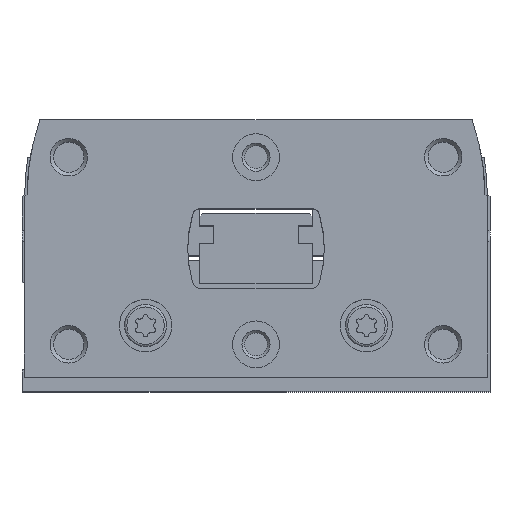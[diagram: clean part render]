
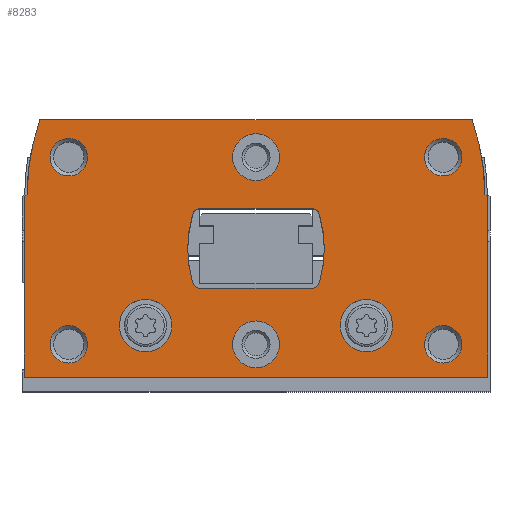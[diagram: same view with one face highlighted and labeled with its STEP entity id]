
A CAD part, top view. The second image highlights one B-rep face of the part: STEP entity #8283.
In plain terms, the highlighted planar face has unit normal (0, 0, 1).
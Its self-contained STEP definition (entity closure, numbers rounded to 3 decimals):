
#390=LINE('',#12812,#864);
#395=LINE('',#12822,#869);
#413=LINE('',#12868,#887);
#419=LINE('',#12880,#893);
#433=LINE('',#12951,#907);
#435=LINE('',#12954,#909);
#436=LINE('',#12982,#910);
#437=LINE('',#13002,#911);
#864=VECTOR('',#10494,1000.);
#869=VECTOR('',#10501,1000.);
#887=VECTOR('',#10537,1000.);
#893=VECTOR('',#10547,1000.);
#907=VECTOR('',#10601,1000.);
#909=VECTOR('',#10605,1000.);
#910=VECTOR('',#10634,1000.);
#911=VECTOR('',#10655,1000.);
#1162=PLANE('',#8976);
#2211=ORIENTED_EDGE('',*,*,#3713,.F.);
#2212=ORIENTED_EDGE('',*,*,#3714,.F.);
#2213=ORIENTED_EDGE('',*,*,#3715,.T.);
#2214=ORIENTED_EDGE('',*,*,#3716,.T.);
#2215=ORIENTED_EDGE('',*,*,#3717,.T.);
#2216=ORIENTED_EDGE('',*,*,#3718,.T.);
#2217=ORIENTED_EDGE('',*,*,#3719,.T.);
#2218=ORIENTED_EDGE('',*,*,#3720,.T.);
#2219=ORIENTED_EDGE('',*,*,#3679,.F.);
#2220=ORIENTED_EDGE('',*,*,#3696,.F.);
#2221=ORIENTED_EDGE('',*,*,#3692,.F.);
#2222=ORIENTED_EDGE('',*,*,#3688,.F.);
#2223=ORIENTED_EDGE('',*,*,#3721,.F.);
#2224=ORIENTED_EDGE('',*,*,#3722,.F.);
#2225=ORIENTED_EDGE('',*,*,#3723,.F.);
#2226=ORIENTED_EDGE('',*,*,#3682,.F.);
#2227=ORIENTED_EDGE('',*,*,#3665,.T.);
#2228=ORIENTED_EDGE('',*,*,#3659,.T.);
#2229=ORIENTED_EDGE('',*,*,#3698,.T.);
#2230=ORIENTED_EDGE('',*,*,#3630,.T.);
#2231=ORIENTED_EDGE('',*,*,#3635,.T.);
#2232=ORIENTED_EDGE('',*,*,#3639,.T.);
#2233=ORIENTED_EDGE('',*,*,#3712,.T.);
#2234=ORIENTED_EDGE('',*,*,#3671,.T.);
#3630=EDGE_CURVE('',#4471,#4470,#390,.T.);
#3635=EDGE_CURVE('',#4470,#4474,#395,.T.);
#3639=EDGE_CURVE('',#4474,#4476,#4987,.T.);
#3659=EDGE_CURVE('',#4491,#4493,#413,.T.);
#3665=EDGE_CURVE('',#4497,#4491,#419,.T.);
#3671=EDGE_CURVE('',#4502,#4497,#4993,.T.);
#3679=EDGE_CURVE('',#4507,#4508,#4997,.T.);
#3682=EDGE_CURVE('',#4508,#4509,#4998,.T.);
#3688=EDGE_CURVE('',#4513,#4514,#5001,.T.);
#3692=EDGE_CURVE('',#4514,#4517,#5003,.T.);
#3696=EDGE_CURVE('',#4517,#4507,#433,.T.);
#3698=EDGE_CURVE('',#4493,#4471,#435,.T.);
#3712=EDGE_CURVE('',#4476,#4502,#436,.T.);
#3713=EDGE_CURVE('',#4532,#4532,#5018,.T.);
#3714=EDGE_CURVE('',#4533,#4533,#5019,.T.);
#3715=EDGE_CURVE('',#4534,#4534,#5020,.T.);
#3716=EDGE_CURVE('',#4535,#4535,#5021,.T.);
#3717=EDGE_CURVE('',#4536,#4536,#5022,.T.);
#3718=EDGE_CURVE('',#4537,#4537,#5023,.T.);
#3719=EDGE_CURVE('',#4538,#4538,#5024,.T.);
#3720=EDGE_CURVE('',#4539,#4539,#5025,.T.);
#3721=EDGE_CURVE('',#4540,#4513,#5026,.T.);
#3722=EDGE_CURVE('',#4541,#4540,#437,.T.);
#3723=EDGE_CURVE('',#4509,#4541,#5027,.T.);
#4470=VERTEX_POINT('',#12811);
#4471=VERTEX_POINT('',#12813);
#4474=VERTEX_POINT('',#12821);
#4476=VERTEX_POINT('',#12828);
#4491=VERTEX_POINT('',#12862);
#4493=VERTEX_POINT('',#12867);
#4497=VERTEX_POINT('',#12878);
#4502=VERTEX_POINT('',#12893);
#4507=VERTEX_POINT('',#12909);
#4508=VERTEX_POINT('',#12911);
#4509=VERTEX_POINT('',#12919);
#4513=VERTEX_POINT('',#12932);
#4514=VERTEX_POINT('',#12934);
#4517=VERTEX_POINT('',#12945);
#4532=VERTEX_POINT('',#12985);
#4533=VERTEX_POINT('',#12987);
#4534=VERTEX_POINT('',#12989);
#4535=VERTEX_POINT('',#12991);
#4536=VERTEX_POINT('',#12993);
#4537=VERTEX_POINT('',#12995);
#4538=VERTEX_POINT('',#12997);
#4539=VERTEX_POINT('',#12999);
#4540=VERTEX_POINT('',#13001);
#4541=VERTEX_POINT('',#13003);
#4987=CIRCLE('',#8932,24.);
#4993=CIRCLE('',#8944,24.);
#4997=CIRCLE('',#8949,0.8);
#4998=CIRCLE('',#8951,13.);
#5001=CIRCLE('',#8955,13.);
#5003=CIRCLE('',#8958,0.8);
#5018=CIRCLE('',#8977,2.8);
#5019=CIRCLE('',#8978,2.8);
#5020=CIRCLE('',#8979,2.5);
#5021=CIRCLE('',#8980,2.5);
#5022=CIRCLE('',#8981,2.);
#5023=CIRCLE('',#8982,2.);
#5024=CIRCLE('',#8983,2.);
#5025=CIRCLE('',#8984,2.);
#5026=CIRCLE('',#8985,0.8);
#5027=CIRCLE('',#8986,0.8);
#5541=EDGE_LOOP('',(#2211));
#5542=EDGE_LOOP('',(#2212));
#5543=EDGE_LOOP('',(#2213));
#5544=EDGE_LOOP('',(#2214));
#5545=EDGE_LOOP('',(#2215));
#5546=EDGE_LOOP('',(#2216));
#5547=EDGE_LOOP('',(#2217));
#5548=EDGE_LOOP('',(#2218));
#5549=EDGE_LOOP('',(#2219,#2220,#2221,#2222,#2223,#2224,#2225,#2226));
#5550=EDGE_LOOP('',(#2227,#2228,#2229,#2230,#2231,#2232,#2233,#2234));
#6191=FACE_BOUND('',#5541,.T.);
#6192=FACE_BOUND('',#5542,.T.);
#6193=FACE_BOUND('',#5543,.T.);
#6194=FACE_BOUND('',#5544,.T.);
#6195=FACE_BOUND('',#5545,.T.);
#6196=FACE_BOUND('',#5546,.T.);
#6197=FACE_BOUND('',#5547,.T.);
#6198=FACE_BOUND('',#5548,.T.);
#6199=FACE_BOUND('',#5549,.T.);
#6200=FACE_BOUND('',#5550,.T.);
#8283=ADVANCED_FACE('',(#6191,#6192,#6193,#6194,#6195,#6196,#6197,#6198,
#6199,#6200),#1162,.T.);
#8932=AXIS2_PLACEMENT_3D('',#12829,#10508,#10509);
#8944=AXIS2_PLACEMENT_3D('',#12892,#10558,#10559);
#8949=AXIS2_PLACEMENT_3D('',#12910,#10571,#10572);
#8951=AXIS2_PLACEMENT_3D('',#12918,#10576,#10577);
#8955=AXIS2_PLACEMENT_3D('',#12933,#10586,#10587);
#8958=AXIS2_PLACEMENT_3D('',#12944,#10593,#10594);
#8976=AXIS2_PLACEMENT_3D('',#12983,#10635,#10636);
#8977=AXIS2_PLACEMENT_3D('',#12984,#10637,#10638);
#8978=AXIS2_PLACEMENT_3D('',#12986,#10639,#10640);
#8979=AXIS2_PLACEMENT_3D('',#12988,#10641,#10642);
#8980=AXIS2_PLACEMENT_3D('',#12990,#10643,#10644);
#8981=AXIS2_PLACEMENT_3D('',#12992,#10645,#10646);
#8982=AXIS2_PLACEMENT_3D('',#12994,#10647,#10648);
#8983=AXIS2_PLACEMENT_3D('',#12996,#10649,#10650);
#8984=AXIS2_PLACEMENT_3D('',#12998,#10651,#10652);
#8985=AXIS2_PLACEMENT_3D('',#13000,#10653,#10654);
#8986=AXIS2_PLACEMENT_3D('',#13004,#10656,#10657);
#10494=DIRECTION('',(0.,1.,0.));
#10501=DIRECTION('',(-0.866,0.5,0.));
#10508=DIRECTION('',(0.,0.,1.));
#10509=DIRECTION('',(1.,0.,0.));
#10537=DIRECTION('',(0.,-1.,0.));
#10547=DIRECTION('',(-0.866,-0.5,0.));
#10558=DIRECTION('',(0.,0.,1.));
#10559=DIRECTION('',(1.,0.,0.));
#10571=DIRECTION('',(0.,0.,1.));
#10572=DIRECTION('',(1.,0.,0.));
#10576=DIRECTION('',(0.,0.,1.));
#10577=DIRECTION('',(1.,0.,0.));
#10586=DIRECTION('',(0.,0.,1.));
#10587=DIRECTION('',(1.,0.,0.));
#10593=DIRECTION('',(0.,0.,1.));
#10594=DIRECTION('',(1.,0.,0.));
#10601=DIRECTION('',(-1.,0.,0.));
#10605=DIRECTION('',(1.,0.,0.));
#10634=DIRECTION('',(-1.,0.,0.));
#10635=DIRECTION('',(0.,0.,1.));
#10636=DIRECTION('',(1.,0.,0.));
#10637=DIRECTION('',(0.,0.,1.));
#10638=DIRECTION('',(1.,0.,0.));
#10639=DIRECTION('',(0.,0.,1.));
#10640=DIRECTION('',(1.,0.,0.));
#10641=DIRECTION('',(0.,0.,-1.));
#10642=DIRECTION('',(-1.,0.,0.));
#10643=DIRECTION('',(0.,0.,-1.));
#10644=DIRECTION('',(-1.,0.,0.));
#10645=DIRECTION('',(0.,0.,-1.));
#10646=DIRECTION('',(-1.,0.,0.));
#10647=DIRECTION('',(0.,0.,-1.));
#10648=DIRECTION('',(-1.,0.,0.));
#10649=DIRECTION('',(0.,0.,-1.));
#10650=DIRECTION('',(-1.,0.,0.));
#10651=DIRECTION('',(0.,0.,-1.));
#10652=DIRECTION('',(-1.,0.,0.));
#10653=DIRECTION('',(0.,0.,1.));
#10654=DIRECTION('',(1.,0.,0.));
#10655=DIRECTION('',(1.,0.,0.));
#10656=DIRECTION('',(0.,0.,1.));
#10657=DIRECTION('',(1.,0.,0.));
#12811=CARTESIAN_POINT('',(24.75,19.327,0.));
#12812=CARTESIAN_POINT('',(24.75,0.,0.));
#12813=CARTESIAN_POINT('',(24.75,0.,0.));
#12821=CARTESIAN_POINT('',(24.45,19.5,0.));
#12822=CARTESIAN_POINT('',(24.75,19.327,0.));
#12828=CARTESIAN_POINT('',(23.077,27.5,0.));
#12829=CARTESIAN_POINT('',(0.45,19.5,0.));
#12862=CARTESIAN_POINT('',(-24.75,19.327,0.));
#12867=CARTESIAN_POINT('',(-24.75,0.,0.));
#12868=CARTESIAN_POINT('',(-24.75,19.327,0.));
#12878=CARTESIAN_POINT('',(-24.45,19.5,0.));
#12880=CARTESIAN_POINT('',(-24.45,19.5,0.));
#12892=CARTESIAN_POINT('',(-0.45,19.5,0.));
#12893=CARTESIAN_POINT('',(-23.077,27.5,0.));
#12909=CARTESIAN_POINT('',(-6.002,18.,0.));
#12910=CARTESIAN_POINT('',(-6.002,17.2,0.));
#12911=CARTESIAN_POINT('',(-6.769,17.426,0.));
#12918=CARTESIAN_POINT('',(5.7,13.75,0.));
#12919=CARTESIAN_POINT('',(-6.769,10.074,0.));
#12932=CARTESIAN_POINT('',(6.769,10.074,0.));
#12933=CARTESIAN_POINT('',(-5.7,13.75,0.));
#12934=CARTESIAN_POINT('',(6.769,17.426,0.));
#12944=CARTESIAN_POINT('',(6.002,17.2,0.));
#12945=CARTESIAN_POINT('',(6.002,18.,0.));
#12951=CARTESIAN_POINT('',(6.002,18.,0.));
#12954=CARTESIAN_POINT('',(-24.75,0.,0.));
#12982=CARTESIAN_POINT('',(23.077,27.5,0.));
#12983=CARTESIAN_POINT('',(0.45,19.5,0.));
#12984=CARTESIAN_POINT('',(-11.8,5.5,0.));
#12985=CARTESIAN_POINT('',(-9.,5.5,0.));
#12986=CARTESIAN_POINT('',(11.8,5.5,0.));
#12987=CARTESIAN_POINT('',(14.6,5.5,0.));
#12988=CARTESIAN_POINT('',(0.,3.5,0.));
#12989=CARTESIAN_POINT('',(-2.5,3.5,0.));
#12990=CARTESIAN_POINT('',(0.,23.5,0.));
#12991=CARTESIAN_POINT('',(-2.5,23.5,0.));
#12992=CARTESIAN_POINT('',(20.,3.5,0.));
#12993=CARTESIAN_POINT('',(18.,3.5,0.));
#12994=CARTESIAN_POINT('',(-20.,3.5,0.));
#12995=CARTESIAN_POINT('',(-22.,3.5,0.));
#12996=CARTESIAN_POINT('',(-20.,23.5,0.));
#12997=CARTESIAN_POINT('',(-22.,23.5,0.));
#12998=CARTESIAN_POINT('',(20.,23.5,0.));
#12999=CARTESIAN_POINT('',(18.,23.5,0.));
#13000=CARTESIAN_POINT('',(6.002,10.3,0.));
#13001=CARTESIAN_POINT('',(6.002,9.5,0.));
#13002=CARTESIAN_POINT('',(-6.002,9.5,0.));
#13003=CARTESIAN_POINT('',(-6.002,9.5,0.));
#13004=CARTESIAN_POINT('',(-6.002,10.3,0.));
